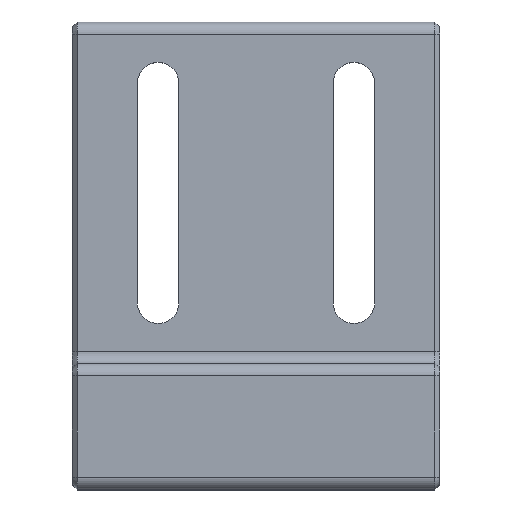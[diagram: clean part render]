
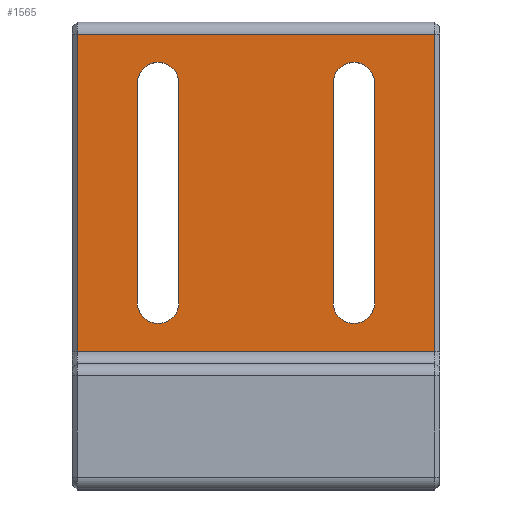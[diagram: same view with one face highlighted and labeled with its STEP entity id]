
A CAD part, top view. The second image highlights one B-rep face of the part: STEP entity #1565.
In plain terms, the highlighted planar face has unit normal (0, 0, 1).
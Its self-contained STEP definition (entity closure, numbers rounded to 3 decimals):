
#17=FACE_BOUND('',#250,.T.);
#18=FACE_BOUND('',#251,.T.);
#58=CIRCLE('',#1687,1.7);
#59=CIRCLE('',#1688,1.7);
#60=CIRCLE('',#1689,1.7);
#61=CIRCLE('',#1690,1.7);
#154=FACE_OUTER_BOUND('',#249,.T.);
#249=EDGE_LOOP('',(#1093,#1094,#1095,#1096));
#250=EDGE_LOOP('',(#1097,#1098,#1099,#1100));
#251=EDGE_LOOP('',(#1101,#1102,#1103,#1104));
#340=LINE('',#2344,#501);
#365=LINE('',#2412,#526);
#366=LINE('',#2415,#527);
#367=LINE('',#2416,#528);
#368=LINE('',#2419,#529);
#369=LINE('',#2423,#530);
#370=LINE('',#2427,#531);
#371=LINE('',#2431,#532);
#501=VECTOR('',#1845,10.);
#526=VECTOR('',#1912,10.);
#527=VECTOR('',#1915,10.);
#528=VECTOR('',#1916,10.);
#529=VECTOR('',#1917,10.);
#530=VECTOR('',#1920,10.);
#531=VECTOR('',#1923,10.);
#532=VECTOR('',#1926,10.);
#661=VERTEX_POINT('',#2337);
#662=VERTEX_POINT('',#2341);
#685=VERTEX_POINT('',#2410);
#686=VERTEX_POINT('',#2414);
#687=VERTEX_POINT('',#2417);
#688=VERTEX_POINT('',#2418);
#689=VERTEX_POINT('',#2420);
#690=VERTEX_POINT('',#2422);
#691=VERTEX_POINT('',#2425);
#692=VERTEX_POINT('',#2426);
#693=VERTEX_POINT('',#2428);
#694=VERTEX_POINT('',#2430);
#806=EDGE_CURVE('',#661,#662,#340,.T.);
#841=EDGE_CURVE('',#662,#685,#365,.T.);
#842=EDGE_CURVE('',#685,#686,#366,.T.);
#843=EDGE_CURVE('',#686,#661,#367,.T.);
#844=EDGE_CURVE('',#687,#688,#368,.T.);
#845=EDGE_CURVE('',#689,#687,#58,.T.);
#846=EDGE_CURVE('',#690,#689,#369,.T.);
#847=EDGE_CURVE('',#688,#690,#59,.T.);
#848=EDGE_CURVE('',#691,#692,#370,.T.);
#849=EDGE_CURVE('',#693,#691,#60,.T.);
#850=EDGE_CURVE('',#694,#693,#371,.T.);
#851=EDGE_CURVE('',#692,#694,#61,.T.);
#1093=ORIENTED_EDGE('',*,*,#806,.T.);
#1094=ORIENTED_EDGE('',*,*,#841,.T.);
#1095=ORIENTED_EDGE('',*,*,#842,.T.);
#1096=ORIENTED_EDGE('',*,*,#843,.T.);
#1097=ORIENTED_EDGE('',*,*,#844,.F.);
#1098=ORIENTED_EDGE('',*,*,#845,.F.);
#1099=ORIENTED_EDGE('',*,*,#846,.F.);
#1100=ORIENTED_EDGE('',*,*,#847,.F.);
#1101=ORIENTED_EDGE('',*,*,#848,.F.);
#1102=ORIENTED_EDGE('',*,*,#849,.F.);
#1103=ORIENTED_EDGE('',*,*,#850,.F.);
#1104=ORIENTED_EDGE('',*,*,#851,.F.);
#1510=PLANE('',#1686);
#1565=ADVANCED_FACE('',(#154,#17,#18),#1510,.F.);
#1686=AXIS2_PLACEMENT_3D('',#2413,#1913,#1914);
#1687=AXIS2_PLACEMENT_3D('',#2421,#1918,#1919);
#1688=AXIS2_PLACEMENT_3D('',#2424,#1921,#1922);
#1689=AXIS2_PLACEMENT_3D('',#2429,#1924,#1925);
#1690=AXIS2_PLACEMENT_3D('',#2432,#1927,#1928);
#1845=DIRECTION('',(0.,-1.,0.));
#1912=DIRECTION('',(1.,0.,0.));
#1913=DIRECTION('center_axis',(0.,0.,-1.));
#1914=DIRECTION('ref_axis',(0.,-1.,0.));
#1915=DIRECTION('',(0.,1.,0.));
#1916=DIRECTION('',(-1.,0.,0.));
#1917=DIRECTION('',(0.,1.,0.));
#1918=DIRECTION('center_axis',(0.,0.,1.));
#1919=DIRECTION('ref_axis',(1.,0.,0.));
#1920=DIRECTION('',(0.,-1.,0.));
#1921=DIRECTION('center_axis',(0.,0.,1.));
#1922=DIRECTION('ref_axis',(-1.,0.,0.));
#1923=DIRECTION('',(0.,1.,0.));
#1924=DIRECTION('center_axis',(0.,0.,1.));
#1925=DIRECTION('ref_axis',(1.,0.,0.));
#1926=DIRECTION('',(0.,-1.,0.));
#1927=DIRECTION('center_axis',(0.,0.,1.));
#1928=DIRECTION('ref_axis',(-1.,0.,0.));
#2337=CARTESIAN_POINT('',(14.4,26.34,-8.3));
#2341=CARTESIAN_POINT('',(14.4,0.4,-8.3));
#2344=CARTESIAN_POINT('',(14.4,17.78,-8.3));
#2410=CARTESIAN_POINT('',(43.6,0.4,-8.3));
#2412=CARTESIAN_POINT('',(38.,0.4,-8.3));
#2413=CARTESIAN_POINT('Origin',(38.,27.34,-8.3));
#2414=CARTESIAN_POINT('',(43.6,26.34,-8.3));
#2415=CARTESIAN_POINT('',(43.6,20.355,-8.3));
#2416=CARTESIAN_POINT('',(38.,26.34,-8.3));
#2417=CARTESIAN_POINT('',(38.7,4.4,-8.3));
#2418=CARTESIAN_POINT('',(38.7,22.34,-8.3));
#2419=CARTESIAN_POINT('',(38.7,15.87,-8.3));
#2420=CARTESIAN_POINT('',(35.3,4.4,-8.3));
#2421=CARTESIAN_POINT('Origin',(37.,4.4,-8.3));
#2422=CARTESIAN_POINT('',(35.3,22.34,-8.3));
#2423=CARTESIAN_POINT('',(35.3,24.84,-8.3));
#2424=CARTESIAN_POINT('Origin',(37.,22.34,-8.3));
#2425=CARTESIAN_POINT('',(22.7,4.4,-8.3));
#2426=CARTESIAN_POINT('',(22.7,22.34,-8.3));
#2427=CARTESIAN_POINT('',(22.7,15.87,-8.3));
#2428=CARTESIAN_POINT('',(19.3,4.4,-8.3));
#2429=CARTESIAN_POINT('Origin',(21.,4.4,-8.3));
#2430=CARTESIAN_POINT('',(19.3,22.34,-8.3));
#2431=CARTESIAN_POINT('',(19.3,24.84,-8.3));
#2432=CARTESIAN_POINT('Origin',(21.,22.34,-8.3));
